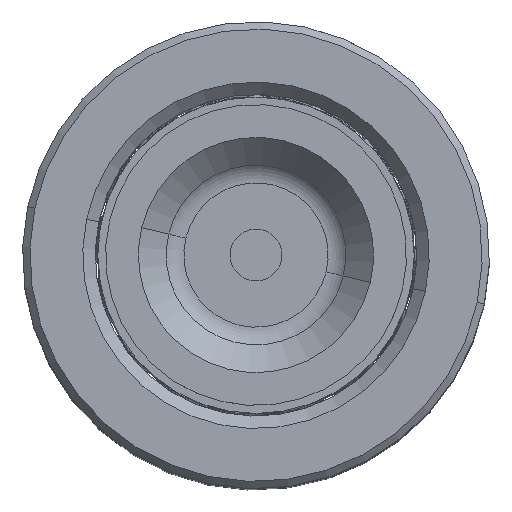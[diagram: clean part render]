
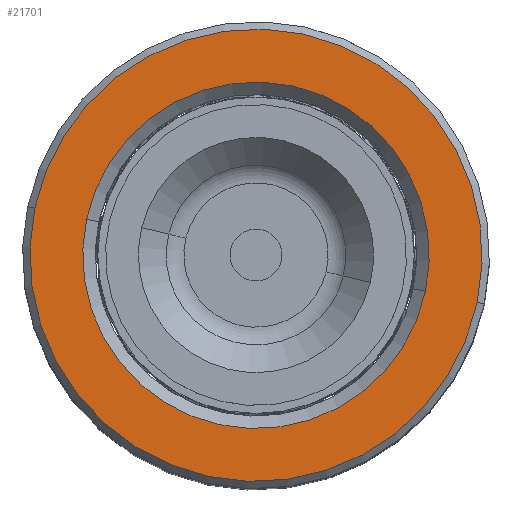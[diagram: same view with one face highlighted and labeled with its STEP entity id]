
A CAD part, top view. The second image highlights one B-rep face of the part: STEP entity #21701.
In plain terms, the highlighted planar face has unit normal (0, 0, 1).
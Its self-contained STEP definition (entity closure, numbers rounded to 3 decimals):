
#318 = AXIS2_PLACEMENT_3D ( 'NONE', #38207, #28859, #25306 ) ;
#1188 = EDGE_LOOP ( 'NONE', ( #33825, #16861 ) ) ;
#2134 = CIRCLE ( 'NONE', #23983, 16.7 ) ;
#3026 = ORIENTED_EDGE ( 'NONE', *, *, #7641, .T. ) ;
#5154 = FACE_OUTER_BOUND ( 'NONE', #37397, .T. ) ;
#6114 = PLANE ( 'NONE',  #318 ) ;
#7641 = EDGE_CURVE ( 'NONE', #15640, #37575, #23229, .T. ) ;
#8691 = CARTESIAN_POINT ( 'NONE',  ( -21.8, 0., 80. ) ) ;
#12874 = DIRECTION ( 'NONE',  ( 0., 0., -1. ) ) ;
#14795 = EDGE_CURVE ( 'NONE', #20295, #27562, #37380, .T. ) ;
#15381 = CARTESIAN_POINT ( 'NONE',  ( 0., 0., 80. ) ) ;
#15640 = VERTEX_POINT ( 'NONE', #8691 ) ;
#15834 = DIRECTION ( 'NONE',  ( 1., 0., 0. ) ) ;
#16539 = ORIENTED_EDGE ( 'NONE', *, *, #24506, .T. ) ;
#16861 = ORIENTED_EDGE ( 'NONE', *, *, #19311, .T. ) ;
#17953 = DIRECTION ( 'NONE',  ( 0., 0., -1. ) ) ;
#19311 = EDGE_CURVE ( 'NONE', #27562, #20295, #2134, .T. ) ;
#19317 = CARTESIAN_POINT ( 'NONE',  ( 0., 0., 80. ) ) ;
#20295 = VERTEX_POINT ( 'NONE', #23791 ) ;
#21701 = ADVANCED_FACE ( 'NONE', ( #5154, #24508 ), #6114, .T. ) ;
#22218 = DIRECTION ( 'NONE',  ( 1., 0., 0. ) ) ;
#22390 = DIRECTION ( 'NONE',  ( 0., 0., 1. ) ) ;
#22442 = CIRCLE ( 'NONE', #26747, 21.8 ) ;
#22559 = DIRECTION ( 'NONE',  ( 1., 0., 0. ) ) ;
#22717 = CARTESIAN_POINT ( 'NONE',  ( -16.7, 0., 80. ) ) ;
#22926 = AXIS2_PLACEMENT_3D ( 'NONE', #25357, #22390, #15834 ) ;
#23229 = CIRCLE ( 'NONE', #22926, 21.8 ) ;
#23791 = CARTESIAN_POINT ( 'NONE',  ( 16.7, 0., 80. ) ) ;
#23983 = AXIS2_PLACEMENT_3D ( 'NONE', #31131, #17953, #40659 ) ;
#24506 = EDGE_CURVE ( 'NONE', #37575, #15640, #22442, .T. ) ;
#24508 = FACE_BOUND ( 'NONE', #1188, .T. ) ;
#25306 = DIRECTION ( 'NONE',  ( 1., 0., 0. ) ) ;
#25322 = DIRECTION ( 'NONE',  ( 0., 0., 1. ) ) ;
#25357 = CARTESIAN_POINT ( 'NONE',  ( 0., 0., 80. ) ) ;
#26747 = AXIS2_PLACEMENT_3D ( 'NONE', #15381, #25322, #22218 ) ;
#27562 = VERTEX_POINT ( 'NONE', #22717 ) ;
#28320 = CARTESIAN_POINT ( 'NONE',  ( 21.8, 0., 80. ) ) ;
#28859 = DIRECTION ( 'NONE',  ( 0., 0., 1. ) ) ;
#30441 = AXIS2_PLACEMENT_3D ( 'NONE', #19317, #12874, #22559 ) ;
#31131 = CARTESIAN_POINT ( 'NONE',  ( 0., 0., 80. ) ) ;
#33825 = ORIENTED_EDGE ( 'NONE', *, *, #14795, .T. ) ;
#37380 = CIRCLE ( 'NONE', #30441, 16.7 ) ;
#37397 = EDGE_LOOP ( 'NONE', ( #3026, #16539 ) ) ;
#37575 = VERTEX_POINT ( 'NONE', #28320 ) ;
#38207 = CARTESIAN_POINT ( 'NONE',  ( 0., 0., 80. ) ) ;
#40659 = DIRECTION ( 'NONE',  ( 1., 0., 0. ) ) ;
